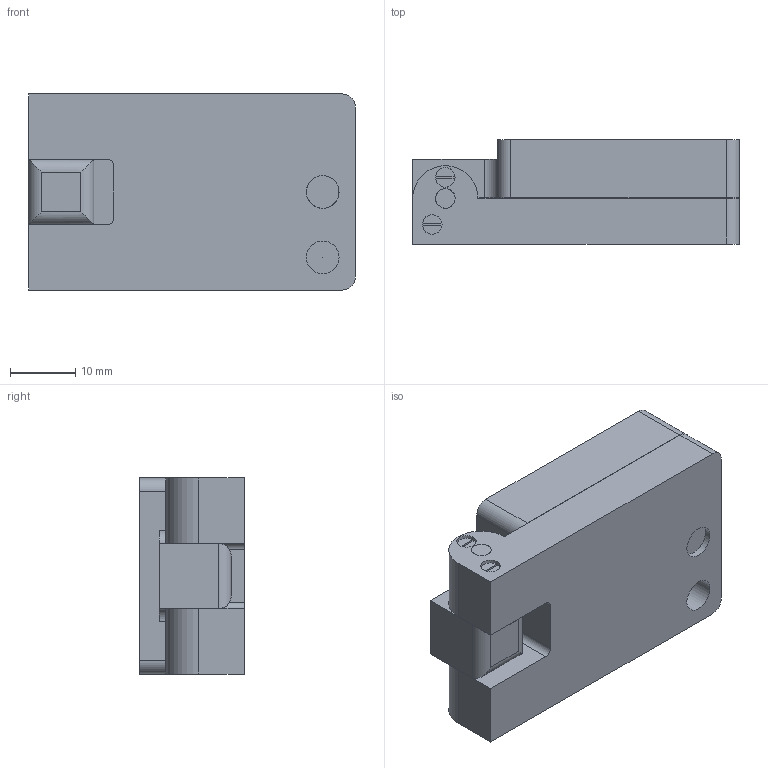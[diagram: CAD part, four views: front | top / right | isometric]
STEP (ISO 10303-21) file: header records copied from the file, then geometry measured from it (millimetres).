
FILE_DESCRIPTION (( 'STEP AP203' ), '1' );
FILE_NAME ('M-FM-1.STEP', '2017-02-23T02:24:43', ( '¦K¬P' ), ( '' ), 'SwSTEP 2.0', 'SolidWorks 2012', '' );
FILE_SCHEMA (( 'CONFIG_CONTROL_DESIGN' ));
Length unit declared in the file: millimetre
Products named in the file (1): M-FM-1
Bounding box: 50 x 16 x 30 mm (x, y, z)
Surface area: 9238.4 mm2 (no closed solid volume)
Topology: 0 solids, 8 shells, 67 faces, 214 edges, 153 vertices
Faces by surface type: plane 40, cylinder 27
Full cylindrical faces by diameter (mm): 3 x5, 3.3 x2, 5 x4
Entity records: 2370 total; most frequent: CARTESIAN_POINT 440, DIRECTION 389, ORIENTED_EDGE 325, EDGE_CURVE 199, VERTEX_POINT 149, AXIS2_PLACEMENT_3D 130, LINE 129, VECTOR 129
